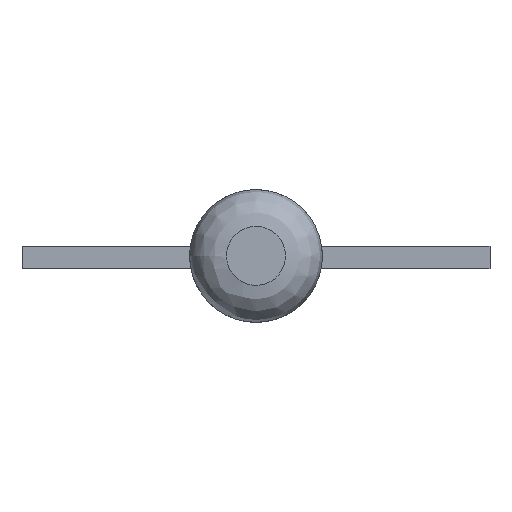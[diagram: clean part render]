
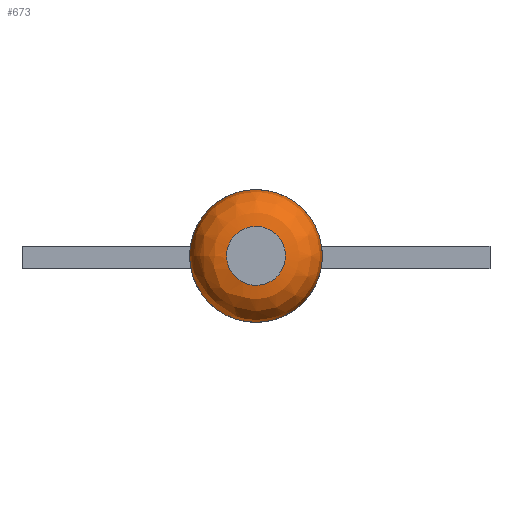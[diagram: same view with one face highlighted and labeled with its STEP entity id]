
A CAD part, top view. The second image highlights one B-rep face of the part: STEP entity #673.
In plain terms, the highlighted free-form (B-spline) face has degree [2, 2] with [3, 9] control points.
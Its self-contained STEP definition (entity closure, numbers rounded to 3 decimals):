
#627 = EDGE_CURVE('',#628,#630,#632,.T.);
#628 = VERTEX_POINT('',#629);
#629 = CARTESIAN_POINT('',(124.823,0.,
    651.853));
#630 = VERTEX_POINT('',#631);
#631 = CARTESIAN_POINT('',(-124.823,0.,
    651.853));
#632 = ( BOUNDED_CURVE() B_SPLINE_CURVE(2,(#633,#634,#635,#636,#637),
.UNSPECIFIED.,.F.,.F.) B_SPLINE_CURVE_WITH_KNOTS((3,2,3),(3.142,
4.712,6.283),.PIECEWISE_BEZIER_KNOTS.) CURVE() 
GEOMETRIC_REPRESENTATION_ITEM() RATIONAL_B_SPLINE_CURVE((1.,
0.707,1.,0.707,1.)) REPRESENTATION_ITEM('') );
#633 = CARTESIAN_POINT('',(124.823,0.,
    651.853));
#634 = CARTESIAN_POINT('',(124.823,124.823,
    651.853));
#635 = CARTESIAN_POINT('',(0.,124.823,
    651.853));
#636 = CARTESIAN_POINT('',(-124.823,124.823,
    651.853));
#637 = CARTESIAN_POINT('',(-124.823,0.,
    651.853));
#647 = EDGE_CURVE('',#630,#628,#648,.T.);
#648 = ( BOUNDED_CURVE() B_SPLINE_CURVE(2,(#649,#650,#651,#652,#653),
.UNSPECIFIED.,.F.,.F.) B_SPLINE_CURVE_WITH_KNOTS((3,2,3),(0.,
1.571,3.142),.PIECEWISE_BEZIER_KNOTS.) CURVE() 
GEOMETRIC_REPRESENTATION_ITEM() RATIONAL_B_SPLINE_CURVE((1.,
0.707,1.,0.707,1.)) REPRESENTATION_ITEM('') );
#649 = CARTESIAN_POINT('',(-124.823,0.,651.853));
#650 = CARTESIAN_POINT('',(-124.823,-124.823,
    651.853));
#651 = CARTESIAN_POINT('',(0.,-124.823,
    651.853));
#652 = CARTESIAN_POINT('',(124.823,-124.823,
    651.853));
#653 = CARTESIAN_POINT('',(124.823,0.,
    651.853));
#673 = ADVANCED_FACE('',(#674),#697,.F.);
#674 = FACE_BOUND('',#675,.F.);
#675 = EDGE_LOOP('',(#676,#684,#685,#686,#687));
#676 = ORIENTED_EDGE('',*,*,#677,.T.);
#677 = EDGE_CURVE('',#678,#630,#680,.T.);
#678 = VERTEX_POINT('',#679);
#679 = CARTESIAN_POINT('',(-55.477,0.,
    721.199));
#680 = ( BOUNDED_CURVE() B_SPLINE_CURVE(2,(#681,#682,#683),
.UNSPECIFIED.,.F.,.F.) B_SPLINE_CURVE_WITH_KNOTS((3,3),(4.712,
6.283),.PIECEWISE_BEZIER_KNOTS.) CURVE() 
GEOMETRIC_REPRESENTATION_ITEM() RATIONAL_B_SPLINE_CURVE((1.,
0.707,1.)) REPRESENTATION_ITEM('') );
#681 = CARTESIAN_POINT('',(-55.477,0.,
    721.199));
#682 = CARTESIAN_POINT('',(-124.823,0.,
    721.199));
#683 = CARTESIAN_POINT('',(-124.823,0.,
    651.853));
#684 = ORIENTED_EDGE('',*,*,#627,.F.);
#685 = ORIENTED_EDGE('',*,*,#647,.F.);
#686 = ORIENTED_EDGE('',*,*,#677,.F.);
#687 = ORIENTED_EDGE('',*,*,#688,.F.);
#688 = EDGE_CURVE('',#678,#678,#689,.T.);
#689 = ( BOUNDED_CURVE() B_SPLINE_CURVE(2,(#690,#691,#692,#693,#694,#695
,#696),.UNSPECIFIED.,.T.,.F.) B_SPLINE_CURVE_WITH_KNOTS((1,2,2,2,2,1),(
    -2.094,0.,2.094,4.189,6.283,
8.378),.UNSPECIFIED.) CURVE() GEOMETRIC_REPRESENTATION_ITEM() 
RATIONAL_B_SPLINE_CURVE((1.,0.5,1.,0.5,1.,0.5,1.)) REPRESENTATION_ITEM(
  '') );
#690 = CARTESIAN_POINT('',(-55.477,0.,721.199));
#691 = CARTESIAN_POINT('',(-55.477,96.089,
    721.199));
#692 = CARTESIAN_POINT('',(27.738,48.044,
    721.199));
#693 = CARTESIAN_POINT('',(110.954,0.,
    721.199));
#694 = CARTESIAN_POINT('',(27.738,-48.044,
    721.199));
#695 = CARTESIAN_POINT('',(-55.477,-96.089,
    721.199));
#696 = CARTESIAN_POINT('',(-55.477,0.,721.199));
#697 = ( BOUNDED_SURFACE() B_SPLINE_SURFACE(2,2,(
    (#698,#699,#700,#701,#702,#703,#704,#705,#706)
    ,(#707,#708,#709,#710,#711,#712,#713,#714,#715)
    ,(#716,#717,#718,#719,#720,#721,#722,#723,#724
)),.UNSPECIFIED.,.F.,.T.,.F.) B_SPLINE_SURFACE_WITH_KNOTS((3,3),(1,2,2,2
    ,2,2,1),(0.,1.571),(-4.712,-3.142,
    -1.571,0.,1.571,3.142,4.712),
.UNSPECIFIED.) GEOMETRIC_REPRESENTATION_ITEM() RATIONAL_B_SPLINE_SURFACE
((
    (1.,0.707,1.,0.707,1.,0.707,1.
      ,0.707,1.)
    ,(0.707,0.5,0.707,0.5,0.707,0.5
      ,0.707,0.5,0.707)
    ,(1.,0.707,1.,0.707,1.,0.707,1.
,0.707,1.))) REPRESENTATION_ITEM('') SURFACE() );
#698 = CARTESIAN_POINT('',(-124.823,0.,651.853));
#699 = CARTESIAN_POINT('',(-124.823,-124.823,
    651.853));
#700 = CARTESIAN_POINT('',(0.,-124.823,651.853));
#701 = CARTESIAN_POINT('',(124.823,-124.823,
    651.853));
#702 = CARTESIAN_POINT('',(124.823,0.,651.853));
#703 = CARTESIAN_POINT('',(124.823,124.823,
    651.853));
#704 = CARTESIAN_POINT('',(0.,124.823,651.853));
#705 = CARTESIAN_POINT('',(-124.823,124.823,
    651.853));
#706 = CARTESIAN_POINT('',(-124.823,0.,651.853));
#707 = CARTESIAN_POINT('',(-124.823,0.,721.199));
#708 = CARTESIAN_POINT('',(-124.823,-124.823,
    721.199));
#709 = CARTESIAN_POINT('',(0.,-124.823,721.199));
#710 = CARTESIAN_POINT('',(124.823,-124.823,
    721.199));
#711 = CARTESIAN_POINT('',(124.823,0.,721.199));
#712 = CARTESIAN_POINT('',(124.823,124.823,
    721.199));
#713 = CARTESIAN_POINT('',(0.,124.823,721.199));
#714 = CARTESIAN_POINT('',(-124.823,124.823,
    721.199));
#715 = CARTESIAN_POINT('',(-124.823,0.,721.199));
#716 = CARTESIAN_POINT('',(-55.477,0.,721.199));
#717 = CARTESIAN_POINT('',(-55.477,-55.477,
    721.199));
#718 = CARTESIAN_POINT('',(0.,-55.477,721.199));
#719 = CARTESIAN_POINT('',(55.477,-55.477,
    721.199));
#720 = CARTESIAN_POINT('',(55.477,0.,721.199));
#721 = CARTESIAN_POINT('',(55.477,55.477,
    721.199));
#722 = CARTESIAN_POINT('',(0.,55.477,721.199));
#723 = CARTESIAN_POINT('',(-55.477,55.477,
    721.199));
#724 = CARTESIAN_POINT('',(-55.477,0.,721.199));
